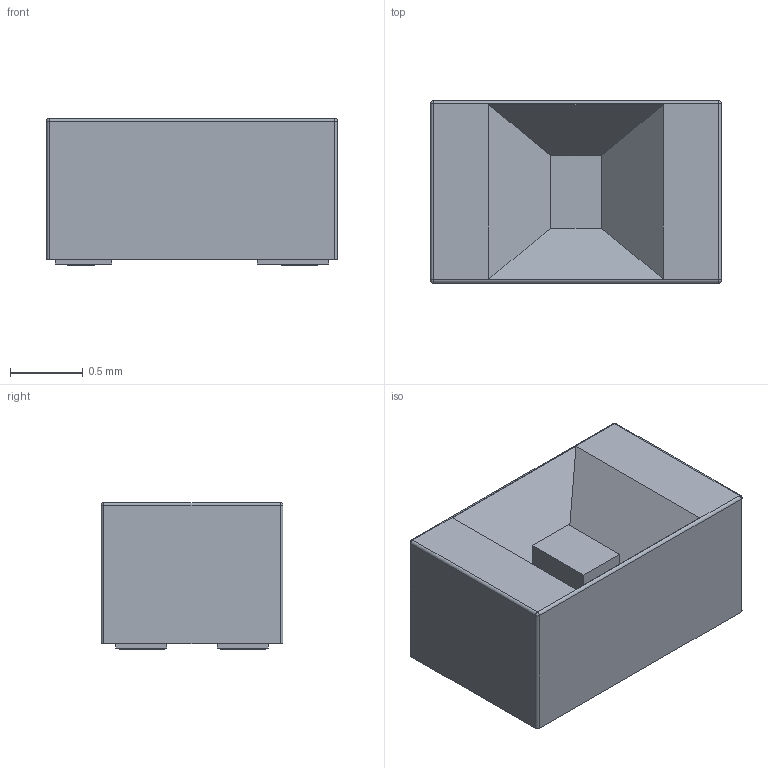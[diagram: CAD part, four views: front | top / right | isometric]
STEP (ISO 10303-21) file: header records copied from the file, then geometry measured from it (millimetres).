
FILE_DESCRIPTION(/* description */ ('','CAx-IF Rec.Pracs.---Representation and Presentation of Product Manufacturing Information (PMI)---3.8---2014-02-18'),/* implementation_level */ '2;1');
FILE_NAME(/* name */ 'VEML6040.stp',/* time_stamp */ '2020-06-04T12:47:45+02:00',/* author */ ('Etienne Stanvliet'),/* organization */ (''),/* preprocessor_version */ 'ST-DEVELOPER v16.1',/* originating_system */ 'Autodesk Inventor 2016',/* authorisation */ '');
FILE_SCHEMA (('AP242_MANAGED_MODEL_BASED_3D_ENGINEERING_MIM_LF { 1 0 10303 442 1 1 4 }'));
Length unit declared in the file: millimetre
Products named in the file (1): VEML6040
Bounding box: 2 x 1.25 x 1.01 mm (x, y, z)
Volume: 2.2 mm3; surface area: 12.7 mm2
Topology: 2 solids, 2 shells, 123 faces, 315 edges, 206 vertices
Faces by surface type: plane 80, bspline 31, cylinder 8, sphere 4
Entity records: 3951 total; most frequent: CARTESIAN_POINT 1141, ORIENTED_EDGE 630, DIRECTION 455, EDGE_CURVE 315, LINE 237, VECTOR 237, VERTEX_POINT 206, EDGE_LOOP 133
